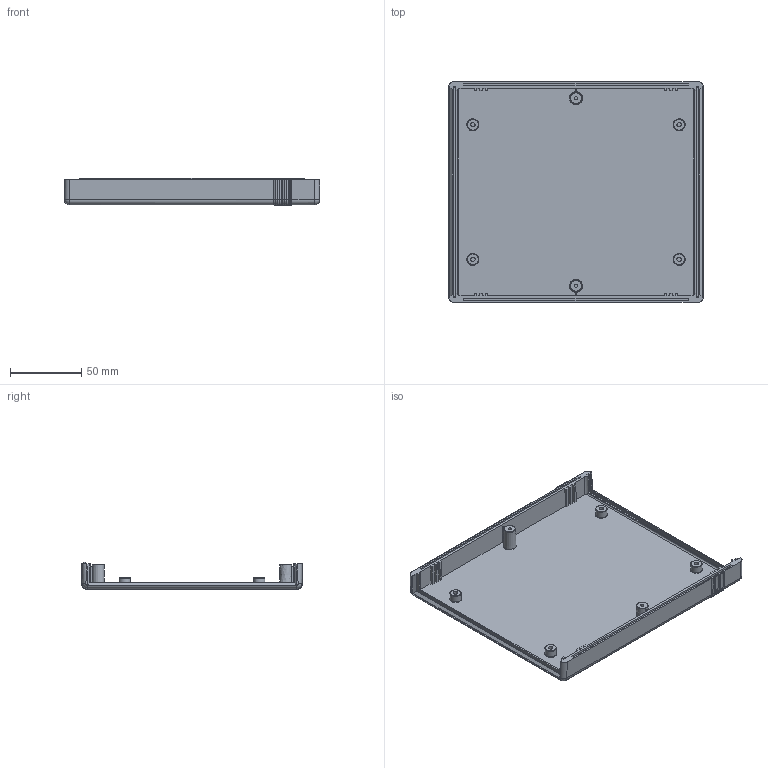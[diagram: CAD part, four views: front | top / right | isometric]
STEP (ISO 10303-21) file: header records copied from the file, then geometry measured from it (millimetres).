
FILE_DESCRIPTION((''),'2;1');
FILE_NAME('1598BB Top.stp','2006-10-16T15:44:51',('rboehler'),(''),'Autodesk Inventor 11','Autodesk Inventor 11','');
FILE_SCHEMA(('AUTOMOTIVE_DESIGN { 1 0 10303 214 1 1 1 1 }'));
Length unit declared in the file: millimetre
Products named in the file (1): 1598BB Top
Bounding box: 179 x 155.5 x 19 mm (x, y, z)
Volume: 95066.8 mm3; surface area: 72449 mm2
Topology: 1 solids, 1 shells, 277 faces, 662 edges, 395 vertices
Faces by surface type: plane 119, bspline 107, cylinder 39, torus 6, sphere 4, cone 2
Full cylindrical faces by diameter (mm): 2.28 x1, 3.05 x2, 8 x2
Entity records: 8901 total; most frequent: CARTESIAN_POINT 3060, ORIENTED_EDGE 1264, DIRECTION 1046, EDGE_CURVE 632, VECTOR 446, LINE 446, VERTEX_POINT 392, EDGE_LOOP 310
